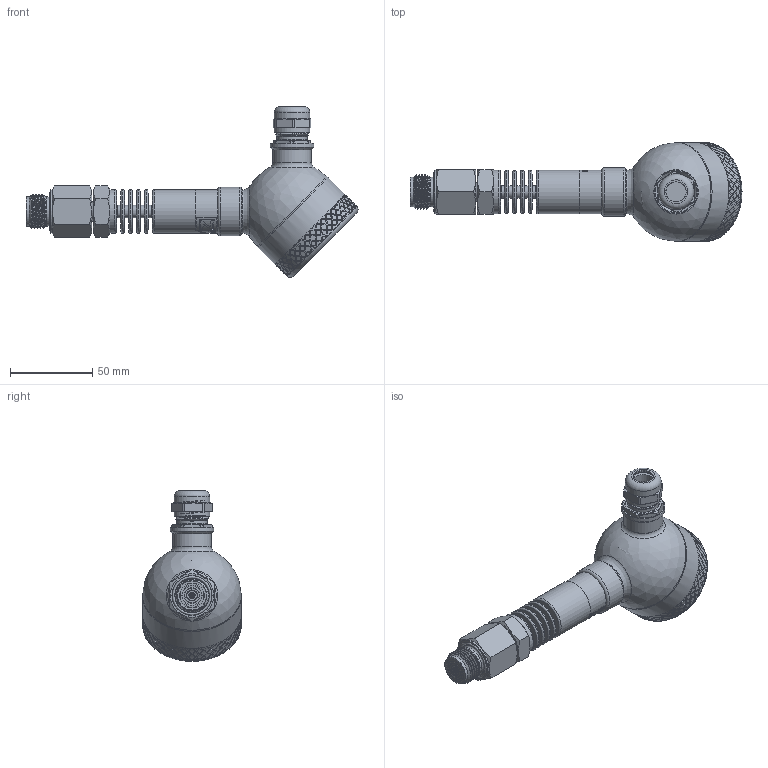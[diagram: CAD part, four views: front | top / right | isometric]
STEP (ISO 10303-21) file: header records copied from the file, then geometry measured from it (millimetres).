
FILE_DESCRIPTION(/* description */ (''),/* implementation_level */ '2;1');
FILE_NAME(/* name */ 'APZ3420mFH_G1''2DIN-flush_radiator_1.step',/* time_stamp */ '2021-07-07T15:37:37+03:00',/* author */ (''),/* organization */ (''),/* preprocessor_version */ 'ST-DEVELOPER v18.1',/* originating_system */ 'Autodesk Translation Framework v10.9.0.1377',/* authorisation */ '');
FILE_SCHEMA (('AUTOMOTIVE_DESIGN { 1 0 10303 214 3 1 1 }'));
Length unit declared in the file: millimetre
Products named in the file (13): АПЗ420М-полевойкорпус-
заполненный; Заполненный полевой 
корпус v13; M20x1,5 steel cable gland v5; Cuerpo GAE.2000.0 Prensaestopas GADI M20x1.5 IP68 Laton; Junta GAE.2000.0 Prensaestopas GADI M20x1.5 IP68 Laton; Tuerca GAE.2000.0 Prensaestopas GADI M20x1.5 IP68 Laton; Brida GAE.2000.0 Prensaestopas GADI M20x1.5 IP68 Laton; Goma GAE.2000.0 Prensaestopas GADI M20x1.5 IP68 Laton; Main body; Cover without display; Adapter M20x1,5; G1\4EN radiator; G1'2DIN diaphragm 18 v5
Assembly tree (11 placements, depth 4):
  АПЗ420М-полевойкорпус-
заполненный
    Заполненный полевой 
корпус v13
      M20x1,5 steel cable gland v5
        Cuerpo GAE.2000.0 Prensaestopas GADI M20x1.5 IP68 Laton
        Junta GAE.2000.0 Prensaestopas GADI M20x1.5 IP68 Laton
        Tuerca GAE.2000.0 Prensaestopas GADI M20x1.5 IP68 Laton
        Brida GAE.2000.0 Prensaestopas GADI M20x1.5 IP68 Laton
        Goma GAE.2000.0 Prensaestopas GADI M20x1.5 IP68 Laton
      Main body
      Cover without display
      Adapter M20x1,5
    G1\4EN radiator
  G1'2DIN diaphragm 18 v5
Bounding box: 202.02 x 60.1 x 103.92 mm (x, y, z)
Volume: 264125.5 mm3; surface area: 55841.4 mm2
Topology: 12 solids, 12 shells, 1724 faces, 4287 edges, 2837 vertices
Faces by surface type: bspline 989, cylinder 335, plane 274, cone 64, torus 61, sphere 1
Full cylindrical faces by diameter (mm): 2 x1, 3.3 x1, 4 x1, 5 x3, 7.5 x5, 9.5 x2, 11 x1, 11.445 x5, 12.3 x2, 13 x1, 13.157 x9, 15 x4, 16 x1, 16.2 x1, 17 x1, 17.15 x1, 18 x6, 18.526 x5, 18.631 x4, 18.75 x7, 19 x1, 20 x2, 20.203 x5, 20.3 x5, 20.8 x1, 21 x1, 21.6 x1, 21.7 x2, 21.767 x1, 22.4 x1
Entity records: 82468 total; most frequent: CARTESIAN_POINT 49459, ORIENTED_EDGE 8570, EDGE_CURVE 4285, DIRECTION 3410, B_SPLINE_CURVE_WITH_KNOTS 2892, VERTEX_POINT 2837, EDGE_LOOP 1992, FACE_OUTER_BOUND 1724
